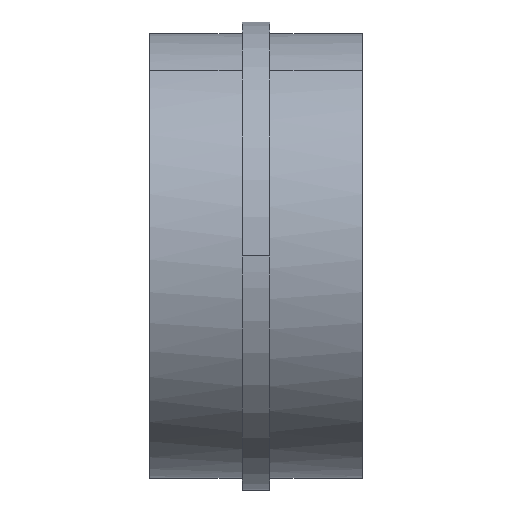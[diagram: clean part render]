
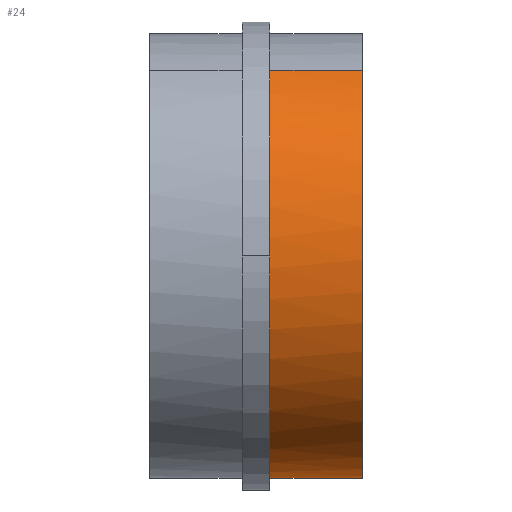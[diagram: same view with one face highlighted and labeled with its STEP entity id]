
A CAD part, front view. The second image highlights one B-rep face of the part: STEP entity #24.
In plain terms, the highlighted free-form (B-spline) face has degree [2, 1] with [5, 2] control points.
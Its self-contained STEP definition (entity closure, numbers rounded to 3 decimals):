
#24=ADVANCED_FACE('',(#44),#291,.T.);
#44=FACE_OUTER_BOUND('',#65,.T.);
#65=EDGE_LOOP('',(#100,#101,#102,#103));
#100=ORIENTED_EDGE('',*,*,#198,.T.);
#101=ORIENTED_EDGE('',*,*,#178,.F.);
#102=ORIENTED_EDGE('',*,*,#185,.F.);
#103=ORIENTED_EDGE('',*,*,#186,.T.);
#178=EDGE_CURVE('',#260,#274,#225,.T.);
#185=EDGE_CURVE('',#265,#260,#231,.T.);
#186=EDGE_CURVE('',#265,#273,#232,.T.);
#198=EDGE_CURVE('',#273,#274,#242,.T.);
#225=(
BOUNDED_CURVE()
B_SPLINE_CURVE(2,(#539,#540,#541,#542,#543),.UNSPECIFIED.,.F.,.F.)
B_SPLINE_CURVE_WITH_KNOTS((3,2,3),(-65.659,-49.244,-32.83),
 .UNSPECIFIED.)
CURVE()
GEOMETRIC_REPRESENTATION_ITEM()
RATIONAL_B_SPLINE_CURVE((1.,0.707,1.,0.707,1.))
REPRESENTATION_ITEM('')
);
#231=(
BOUNDED_CURVE()
B_SPLINE_CURVE(1,(#568,#569),.UNSPECIFIED.,.F.,.F.)
B_SPLINE_CURVE_WITH_KNOTS((2,2),(5.65,10.),.UNSPECIFIED.)
CURVE()
GEOMETRIC_REPRESENTATION_ITEM()
RATIONAL_B_SPLINE_CURVE((1.,1.))
REPRESENTATION_ITEM('')
);
#232=(
BOUNDED_CURVE()
B_SPLINE_CURVE(2,(#570,#571,#572,#573,#574,#575,#576,#577,#578),
 .UNSPECIFIED.,.F.,.F.)
B_SPLINE_CURVE_WITH_KNOTS((3,2,2,2,3),(22.618,33.378,
44.139,54.899,55.388),.UNSPECIFIED.)
CURVE()
GEOMETRIC_REPRESENTATION_ITEM()
RATIONAL_B_SPLINE_CURVE((1.,0.87,1.,0.87,1.,0.87,
1.,1.,1.))
REPRESENTATION_ITEM('')
);
#242=(
BOUNDED_CURVE()
B_SPLINE_CURVE(1,(#693,#694),.UNSPECIFIED.,.F.,.F.)
B_SPLINE_CURVE_WITH_KNOTS((2,2),(5.65,10.),.UNSPECIFIED.)
CURVE()
GEOMETRIC_REPRESENTATION_ITEM()
RATIONAL_B_SPLINE_CURVE((1.,1.))
REPRESENTATION_ITEM('')
);
#260=VERTEX_POINT('',#492);
#265=VERTEX_POINT('',#497);
#273=VERTEX_POINT('',#505);
#274=VERTEX_POINT('',#506);
#291=(
BOUNDED_SURFACE()
B_SPLINE_SURFACE(2,1,((#362,#363),(#364,#365),(#366,#367),(#368,#369),(#370,
#371)),.UNSPECIFIED.,.F.,.F.,.F.)
B_SPLINE_SURFACE_WITH_KNOTS((3,2,3),(2,2),(-65.659,-49.244,
-32.83),(0.,10.),.UNSPECIFIED.)
GEOMETRIC_REPRESENTATION_ITEM()
RATIONAL_B_SPLINE_SURFACE(((1.,1.),(0.707,0.707),
(1.,1.),(0.707,0.707),(1.,1.)))
REPRESENTATION_ITEM('')
SURFACE()
);
#362=CARTESIAN_POINT('',(-10.595,0.59,35.049));
#363=CARTESIAN_POINT('',(-0.595,0.59,35.049));
#364=CARTESIAN_POINT('',(-10.595,-8.129,29.289));
#365=CARTESIAN_POINT('',(-0.595,-8.129,29.289));
#366=CARTESIAN_POINT('',(-10.595,-2.369,20.57));
#367=CARTESIAN_POINT('',(-0.595,-2.369,20.57));
#368=CARTESIAN_POINT('',(-10.595,3.39,11.851));
#369=CARTESIAN_POINT('',(-0.595,3.39,11.851));
#370=CARTESIAN_POINT('',(-10.595,12.11,17.61));
#371=CARTESIAN_POINT('',(-0.595,12.11,17.61));
#492=CARTESIAN_POINT('',(-0.595,0.59,35.049));
#497=CARTESIAN_POINT('',(-4.945,0.59,35.049));
#505=CARTESIAN_POINT('',(-4.945,12.11,17.61));
#506=CARTESIAN_POINT('',(-0.595,12.11,17.61));
#539=CARTESIAN_POINT('',(-0.595,0.59,35.049));
#540=CARTESIAN_POINT('',(-0.595,-8.129,29.289));
#541=CARTESIAN_POINT('',(-0.595,-2.369,20.57));
#542=CARTESIAN_POINT('',(-0.595,3.39,11.851));
#543=CARTESIAN_POINT('',(-0.595,12.11,17.61));
#568=CARTESIAN_POINT('',(-4.945,0.59,35.049));
#569=CARTESIAN_POINT('',(-0.595,0.59,35.049));
#570=CARTESIAN_POINT('',(-4.945,0.59,35.049));
#571=CARTESIAN_POINT('',(-4.945,-4.357,31.781));
#572=CARTESIAN_POINT('',(-4.945,-4.089,25.858));
#573=CARTESIAN_POINT('',(-4.945,-3.822,19.935));
#574=CARTESIAN_POINT('',(-4.945,1.4,17.127));
#575=CARTESIAN_POINT('',(-4.945,6.621,14.318));
#576=CARTESIAN_POINT('',(-4.945,11.711,17.359));
#577=CARTESIAN_POINT('',(-4.945,11.913,17.48));
#578=CARTESIAN_POINT('',(-4.945,12.11,17.61));
#693=CARTESIAN_POINT('',(-4.945,12.11,17.61));
#694=CARTESIAN_POINT('',(-0.595,12.11,17.61));
